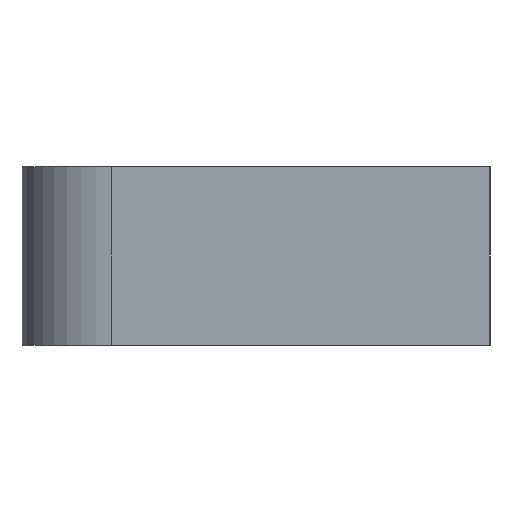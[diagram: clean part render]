
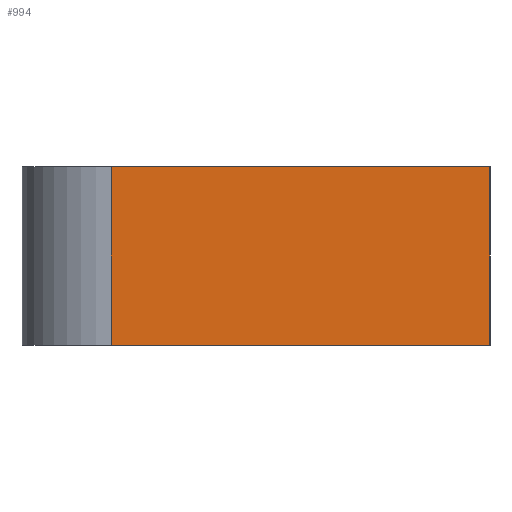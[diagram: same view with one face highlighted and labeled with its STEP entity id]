
A CAD part, left-side view. The second image highlights one B-rep face of the part: STEP entity #994.
In plain terms, the highlighted planar face has unit normal (-1, 0, 0).
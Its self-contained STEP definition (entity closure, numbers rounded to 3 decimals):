
#202 = VERTEX_POINT ( 'NONE', #632 ) ;
#205 = VERTEX_POINT ( 'NONE', #625 ) ;
#237 = VERTEX_POINT ( 'NONE', #690 ) ;
#238 = VERTEX_POINT ( 'NONE', #689 ) ;
#241 = EDGE_CURVE ( 'NONE', #238, #237, #698, .T. ) ;
#281 = EDGE_CURVE ( 'NONE', #202, #205, #740, .T. ) ;
#625 = CARTESIAN_POINT ( 'NONE',  ( 0., 0., 0. ) ) ;
#632 = CARTESIAN_POINT ( 'NONE',  ( 0., 17., 0. ) ) ;
#678 = DIRECTION ( 'NONE',  ( 0., -1., 0. ) ) ;
#679 = VECTOR ( 'NONE', #678, 1000. ) ;
#689 = CARTESIAN_POINT ( 'NONE',  ( 0., 17., 8. ) ) ;
#690 = CARTESIAN_POINT ( 'NONE',  ( 0., 0., 8. ) ) ;
#697 = CARTESIAN_POINT ( 'NONE',  ( 0., 0., 8. ) ) ;
#698 = LINE ( 'NONE', #697, #679 ) ;
#732 = DIRECTION ( 'NONE',  ( 0., -1., 0. ) ) ;
#733 = VECTOR ( 'NONE', #732, 1000. ) ;
#734 = CARTESIAN_POINT ( 'NONE',  ( 0., 0., 0. ) ) ;
#740 = LINE ( 'NONE', #734, #733 ) ;
#794 = LINE ( 'NONE', #803, #802 ) ;
#801 = DIRECTION ( 'NONE',  ( 0., 0., -1. ) ) ;
#802 = VECTOR ( 'NONE', #801, 1000. ) ;
#803 = CARTESIAN_POINT ( 'NONE',  ( 0., 17., 8. ) ) ;
#827 = PLANE ( 'NONE',  #853 ) ;
#828 = FACE_OUTER_BOUND ( 'NONE', #996, .T. ) ;
#853 = AXIS2_PLACEMENT_3D ( 'NONE', #878, #877, #876 ) ;
#872 = DIRECTION ( 'NONE',  ( 0., 0., -1. ) ) ;
#873 = VECTOR ( 'NONE', #872, 1000. ) ;
#876 = DIRECTION ( 'NONE',  ( 0., 0., -1. ) ) ;
#877 = DIRECTION ( 'NONE',  ( 1., 0., 0. ) ) ;
#878 = CARTESIAN_POINT ( 'NONE',  ( 0., 0., 8. ) ) ;
#879 = CARTESIAN_POINT ( 'NONE',  ( 0., 0., 8. ) ) ;
#880 = LINE ( 'NONE', #879, #873 ) ;
#967 = EDGE_CURVE ( 'NONE', #238, #202, #794, .T. ) ;
#992 = ORIENTED_EDGE ( 'NONE', *, *, #281, .T. ) ;
#994 = ADVANCED_FACE ( 'NONE', ( #828 ), #827, .F. ) ;
#995 = ORIENTED_EDGE ( 'NONE', *, *, #997, .F. ) ;
#996 = EDGE_LOOP ( 'NONE', ( #992, #995, #1000, #1001 ) ) ;
#997 = EDGE_CURVE ( 'NONE', #237, #205, #880, .T. ) ;
#1000 = ORIENTED_EDGE ( 'NONE', *, *, #241, .F. ) ;
#1001 = ORIENTED_EDGE ( 'NONE', *, *, #967, .T. ) ;
